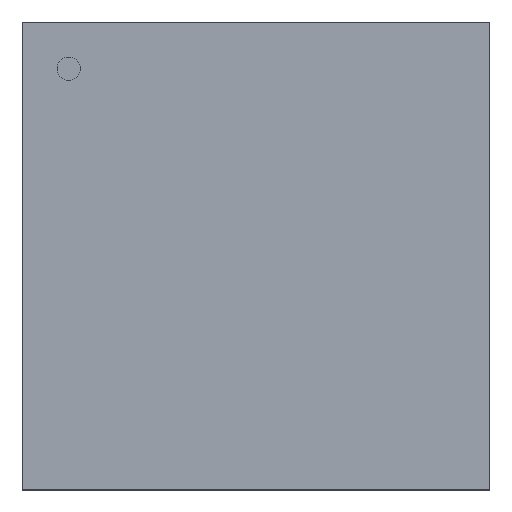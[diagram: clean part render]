
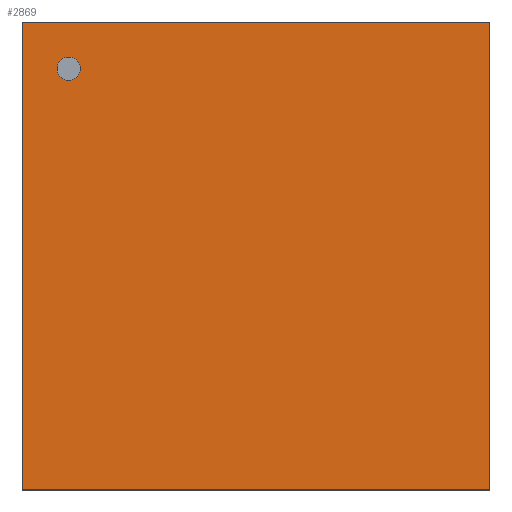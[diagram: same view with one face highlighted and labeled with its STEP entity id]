
A CAD part, top view. The second image highlights one B-rep face of the part: STEP entity #2869.
In plain terms, the highlighted planar face has unit normal (0, 0, 1).
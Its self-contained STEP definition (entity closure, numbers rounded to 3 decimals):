
#2645=CARTESIAN_POINT('',(6.998,-6.998,0.991));
#2644=VERTEX_POINT('',#2645);
#2655=CARTESIAN_POINT('',(-6.998,-6.998,0.991));
#2654=VERTEX_POINT('',#2655);
#2653=EDGE_CURVE('',#2654,#2644,#2658,.T.);
#2658=LINE('',#2655,#2660);
#2660=VECTOR('',#2661,13.995);
#2661=DIRECTION('',(1.0,0.0,0.0));
#2694=CARTESIAN_POINT('',(6.998,6.998,0.991));
#2693=VERTEX_POINT('',#2694);
#2702=EDGE_CURVE('',#2644,#2693,#2707,.T.);
#2707=LINE('',#2645,#2709);
#2709=VECTOR('',#2710,13.995);
#2710=DIRECTION('',(0.0,1.0,0.0));
#2743=CARTESIAN_POINT('',(-6.998,6.998,0.991));
#2742=VERTEX_POINT('',#2743);
#2751=EDGE_CURVE('',#2693,#2742,#2756,.T.);
#2756=LINE('',#2694,#2758);
#2758=VECTOR('',#2759,13.995);
#2759=DIRECTION('',(-1.0,0.0,0.0));
#2800=EDGE_CURVE('',#2742,#2654,#2805,.T.);
#2805=LINE('',#2743,#2807);
#2807=VECTOR('',#2808,13.995);
#2808=DIRECTION('',(0.0,-1.0,0.0));
#2869=ADVANCED_FACE('',(#2875),#2870,.T.);
#2870=PLANE('',#2871);
#2871=AXIS2_PLACEMENT_3D('',#2872,#2873,#2874);
#2872=CARTESIAN_POINT('',(-6.998,-6.998,0.991));
#2873=DIRECTION('',(0.0,0.0,1.0));
#2874=DIRECTION('',(0.,1.,0.));
#2875=FACE_OUTER_BOUND('',#2876,.T.);
#2876=EDGE_LOOP('',(#2877,#2887,#2897,#2907));
#2877=ORIENTED_EDGE('',*,*,#2653,.T.);
#2887=ORIENTED_EDGE('',*,*,#2702,.T.);
#2897=ORIENTED_EDGE('',*,*,#2751,.T.);
#2907=ORIENTED_EDGE('',*,*,#2800,.T.);
